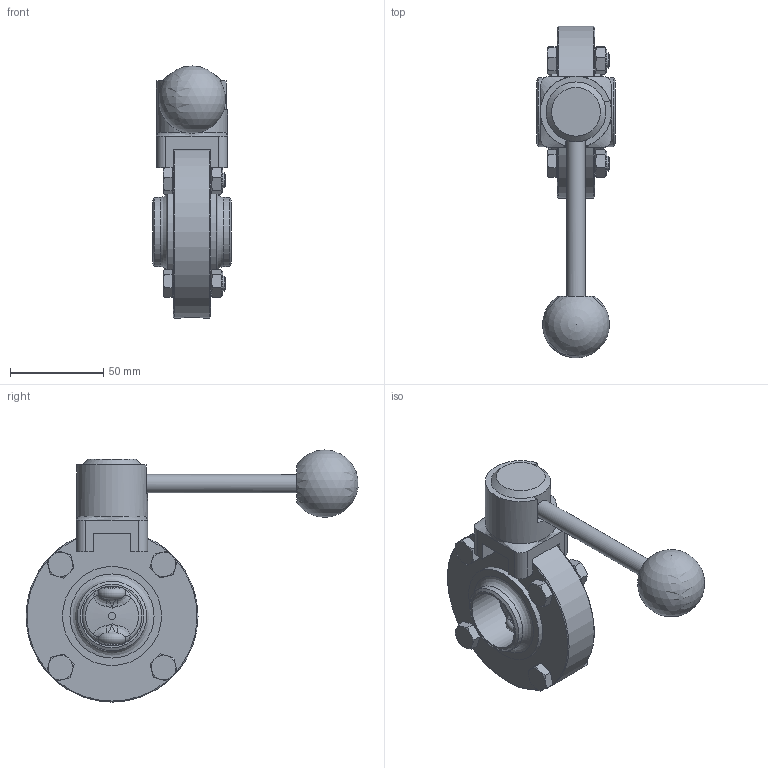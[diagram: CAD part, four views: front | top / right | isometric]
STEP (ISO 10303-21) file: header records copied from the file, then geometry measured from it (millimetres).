
FILE_DESCRIPTION((''),'2;1');
FILE_NAME('52200032X100.stp','2010-11-16T11:13:37',('thilbrands'),(''),'Autodesk Inventor 2008','Autodesk Inventor 2008','');
FILE_SCHEMA(('AUTOMOTIVE_DESIGN { 1 0 10303 214 1 1 1 1 }'));
Length unit declared in the file: millimetre
Products named in the file (1): 52200032X100
Bounding box: 42 x 177.57 x 134.8 mm (x, y, z)
Volume: 214091.7 mm3; surface area: 50404.2 mm2
Topology: 1 solids, 5 shells, 283 faces, 705 edges, 429 vertices
Faces by surface type: plane 137, cone 55, cylinder 49, bspline 31, torus 7, sphere 4
Full cylindrical faces by diameter (mm): 4.134 x1, 7.323 x4, 8 x8, 8.5 x4, 9.8 x1, 10 x2, 11.4 x4, 12.2 x2, 32 x2, 37 x2, 38 x1, 53 x2, 92 x1
Entity records: 11907 total; most frequent: CARTESIAN_POINT 5959, ORIENTED_EDGE 1194, DIRECTION 1121, EDGE_CURVE 597, AXIS2_PLACEMENT_3D 456, VERTEX_POINT 401, EDGE_LOOP 383, FACE_OUTER_BOUND 282
